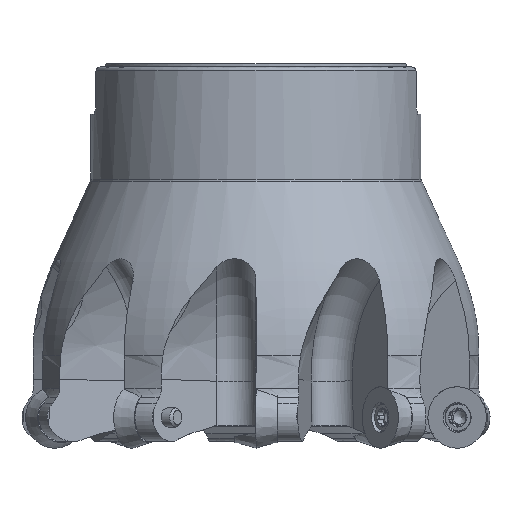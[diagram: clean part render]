
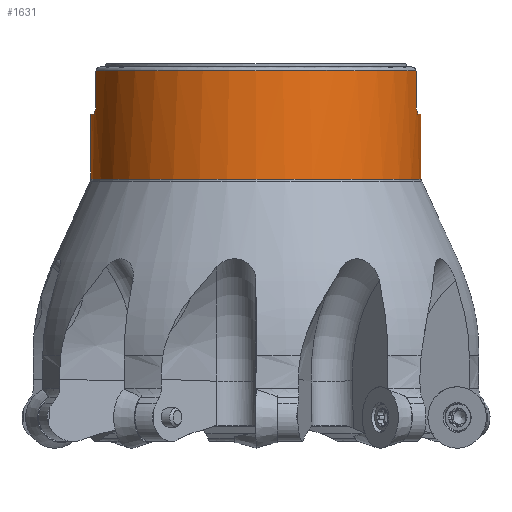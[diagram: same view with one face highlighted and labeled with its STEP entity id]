
A CAD part, left-side view. The second image highlights one B-rep face of the part: STEP entity #1631.
In plain terms, the highlighted cylindrical face has radius 21.5 mm (diameter 43 mm), a full revolution.
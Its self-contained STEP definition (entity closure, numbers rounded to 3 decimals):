
#293=CYLINDRICAL_SURFACE('',#12098,21.5);
#1292=CIRCLE('',#12084,21.5);
#1293=CIRCLE('',#12087,21.5);
#1294=CIRCLE('',#12090,21.5);
#1295=CIRCLE('',#12093,21.5);
#1296=CIRCLE('',#12096,21.5);
#1631=ADVANCED_FACE('CN_SU1',(#2467,#2468),#293,.T.);
#2467=FACE_BOUND('',#2765,.T.);
#2468=FACE_BOUND('',#2766,.T.);
#2765=EDGE_LOOP('',(#5583,#5584,#5585,#5586,#5587,#5588,#5589,#5590,#5591,
#5592,#5593,#5594,#5595,#5596,#5597,#5598));
#2766=EDGE_LOOP('',(#5599));
#3401=ELLIPSE('',#12086,30.406,21.5);
#3402=ELLIPSE('',#12088,30.406,21.5);
#3403=ELLIPSE('',#12089,30.406,21.5);
#3404=ELLIPSE('',#12091,30.406,21.5);
#3405=ELLIPSE('',#12092,30.406,21.5);
#3406=ELLIPSE('',#12094,30.406,21.5);
#3407=ELLIPSE('',#12095,30.406,21.5);
#3408=ELLIPSE('',#12097,30.406,21.5);
#3789=LINE('',#18843,#4277);
#3790=LINE('',#18851,#4278);
#3791=LINE('',#18859,#4279);
#3792=LINE('',#18867,#4280);
#4277=VECTOR('',#13766,1.);
#4278=VECTOR('',#13773,1.);
#4279=VECTOR('',#13780,1.);
#4280=VECTOR('',#13787,1.);
#5583=ORIENTED_EDGE('',*,*,#9858,.T.);
#5584=ORIENTED_EDGE('',*,*,#9859,.T.);
#5585=ORIENTED_EDGE('',*,*,#9860,.T.);
#5586=ORIENTED_EDGE('',*,*,#9861,.F.);
#5587=ORIENTED_EDGE('',*,*,#9862,.F.);
#5588=ORIENTED_EDGE('',*,*,#9863,.T.);
#5589=ORIENTED_EDGE('',*,*,#9864,.F.);
#5590=ORIENTED_EDGE('',*,*,#9865,.F.);
#5591=ORIENTED_EDGE('',*,*,#9866,.T.);
#5592=ORIENTED_EDGE('',*,*,#9867,.T.);
#5593=ORIENTED_EDGE('',*,*,#9868,.T.);
#5594=ORIENTED_EDGE('',*,*,#9869,.F.);
#5595=ORIENTED_EDGE('',*,*,#9870,.F.);
#5596=ORIENTED_EDGE('',*,*,#9871,.T.);
#5597=ORIENTED_EDGE('',*,*,#9872,.F.);
#5598=ORIENTED_EDGE('',*,*,#9873,.F.);
#5599=ORIENTED_EDGE('',*,*,#9857,.T.);
#8595=VERTEX_POINT('',#18834);
#8596=VERTEX_POINT('',#18837);
#8597=VERTEX_POINT('',#18838);
#8598=VERTEX_POINT('',#18840);
#8599=VERTEX_POINT('',#18842);
#8600=VERTEX_POINT('',#18844);
#8601=VERTEX_POINT('',#18846);
#8602=VERTEX_POINT('',#18848);
#8603=VERTEX_POINT('',#18850);
#8604=VERTEX_POINT('',#18852);
#8605=VERTEX_POINT('',#18854);
#8606=VERTEX_POINT('',#18856);
#8607=VERTEX_POINT('',#18858);
#8608=VERTEX_POINT('',#18860);
#8609=VERTEX_POINT('',#18862);
#8610=VERTEX_POINT('',#18864);
#8611=VERTEX_POINT('',#18866);
#9857=EDGE_CURVE('',#8595,#8595,#1292,.T.);
#9858=EDGE_CURVE('',#8596,#8597,#3401,.T.);
#9859=EDGE_CURVE('',#8597,#8598,#1293,.T.);
#9860=EDGE_CURVE('',#8598,#8599,#3402,.T.);
#9861=EDGE_CURVE('',#8600,#8599,#3789,.T.);
#9862=EDGE_CURVE('',#8601,#8600,#3403,.T.);
#9863=EDGE_CURVE('',#8601,#8602,#1294,.T.);
#9864=EDGE_CURVE('',#8603,#8602,#3404,.T.);
#9865=EDGE_CURVE('',#8604,#8603,#3790,.T.);
#9866=EDGE_CURVE('',#8604,#8605,#3405,.T.);
#9867=EDGE_CURVE('',#8605,#8606,#1295,.T.);
#9868=EDGE_CURVE('',#8606,#8607,#3406,.T.);
#9869=EDGE_CURVE('',#8608,#8607,#3791,.T.);
#9870=EDGE_CURVE('',#8609,#8608,#3407,.T.);
#9871=EDGE_CURVE('',#8609,#8610,#1296,.T.);
#9872=EDGE_CURVE('',#8611,#8610,#3408,.T.);
#9873=EDGE_CURVE('',#8596,#8611,#3792,.T.);
#12084=AXIS2_PLACEMENT_3D('',#18833,#13756,#13757);
#12086=AXIS2_PLACEMENT_3D('',#18836,#13760,#13761);
#12087=AXIS2_PLACEMENT_3D('',#18839,#13762,#13763);
#12088=AXIS2_PLACEMENT_3D('',#18841,#13764,#13765);
#12089=AXIS2_PLACEMENT_3D('',#18845,#13767,#13768);
#12090=AXIS2_PLACEMENT_3D('',#18847,#13769,#13770);
#12091=AXIS2_PLACEMENT_3D('',#18849,#13771,#13772);
#12092=AXIS2_PLACEMENT_3D('',#18853,#13774,#13775);
#12093=AXIS2_PLACEMENT_3D('',#18855,#13776,#13777);
#12094=AXIS2_PLACEMENT_3D('',#18857,#13778,#13779);
#12095=AXIS2_PLACEMENT_3D('',#18861,#13781,#13782);
#12096=AXIS2_PLACEMENT_3D('',#18863,#13783,#13784);
#12097=AXIS2_PLACEMENT_3D('',#18865,#13785,#13786);
#12098=AXIS2_PLACEMENT_3D('',#18868,#13788,#13789);
#13756=DIRECTION('',(0.,0.,1.));
#13757=DIRECTION('',(0.,1.,0.));
#13760=DIRECTION('',(-0.707,0.,-0.707));
#13761=DIRECTION('',(-0.707,0.,0.707));
#13762=DIRECTION('',(0.,0.,-1.));
#13763=DIRECTION('',(0.,-1.,0.));
#13764=DIRECTION('',(-0.707,0.,-0.707));
#13765=DIRECTION('',(-0.707,0.,0.707));
#13766=DIRECTION('',(0.,0.,1.));
#13767=DIRECTION('',(0.707,0.,0.707));
#13768=DIRECTION('',(-0.707,0.,0.707));
#13769=DIRECTION('',(0.,0.,-1.));
#13770=DIRECTION('',(0.,1.,0.));
#13771=DIRECTION('',(-0.707,0.,0.707));
#13772=DIRECTION('',(0.707,0.,0.707));
#13773=DIRECTION('',(0.,0.,-1.));
#13774=DIRECTION('',(0.707,0.,-0.707));
#13775=DIRECTION('',(0.707,0.,0.707));
#13776=DIRECTION('',(0.,0.,-1.));
#13777=DIRECTION('',(0.,-1.,0.));
#13778=DIRECTION('',(0.707,0.,-0.707));
#13779=DIRECTION('',(0.707,0.,0.707));
#13780=DIRECTION('',(0.,0.,1.));
#13781=DIRECTION('',(-0.707,0.,0.707));
#13782=DIRECTION('',(0.707,0.,0.707));
#13783=DIRECTION('',(0.,0.,-1.));
#13784=DIRECTION('',(0.,1.,0.));
#13785=DIRECTION('',(0.707,0.,0.707));
#13786=DIRECTION('',(-0.707,0.,0.707));
#13787=DIRECTION('',(0.,0.,-1.));
#13788=DIRECTION('',(0.,0.,1.));
#13789=DIRECTION('',(0.,1.,0.));
#18833=CARTESIAN_POINT('',(0.,0.,-15.));
#18834=CARTESIAN_POINT('',(0.,21.5,-15.));
#18836=CARTESIAN_POINT('',(0.,0.,-6.327));
#18837=CARTESIAN_POINT('',(-5.228,-20.855,-1.1));
#18838=CARTESIAN_POINT('',(-5.427,-20.804,-0.9));
#18839=CARTESIAN_POINT('',(0.,0.,-0.9));
#18840=CARTESIAN_POINT('',(-5.428,20.804,-0.9));
#18841=CARTESIAN_POINT('',(0.,0.,-6.327));
#18842=CARTESIAN_POINT('',(-5.228,20.855,-1.1));
#18843=CARTESIAN_POINT('',(-5.228,20.855,1.));
#18844=CARTESIAN_POINT('',(-5.228,20.855,-5.75));
#18845=CARTESIAN_POINT('',(0.,0.,-10.978));
#18846=CARTESIAN_POINT('',(-4.428,21.039,-6.55));
#18847=CARTESIAN_POINT('',(0.,0.,-6.55));
#18848=CARTESIAN_POINT('',(4.428,21.039,-6.55));
#18849=CARTESIAN_POINT('',(0.,0.,-10.978));
#18850=CARTESIAN_POINT('',(5.228,20.855,-5.75));
#18851=CARTESIAN_POINT('',(5.228,20.855,1.));
#18852=CARTESIAN_POINT('',(5.228,20.855,-1.1));
#18853=CARTESIAN_POINT('',(0.,0.,-6.327));
#18854=CARTESIAN_POINT('',(5.428,20.804,-0.9));
#18855=CARTESIAN_POINT('',(0.,0.,-0.9));
#18856=CARTESIAN_POINT('',(5.427,-20.804,-0.9));
#18857=CARTESIAN_POINT('',(0.,0.,-6.327));
#18858=CARTESIAN_POINT('',(5.228,-20.855,-1.1));
#18859=CARTESIAN_POINT('',(5.228,-20.855,1.));
#18860=CARTESIAN_POINT('',(5.228,-20.855,-5.75));
#18861=CARTESIAN_POINT('',(0.,0.,-10.978));
#18862=CARTESIAN_POINT('',(4.428,-21.039,-6.55));
#18863=CARTESIAN_POINT('',(0.,0.,-6.55));
#18864=CARTESIAN_POINT('',(-4.428,-21.039,-6.55));
#18865=CARTESIAN_POINT('',(0.,0.,-10.978));
#18866=CARTESIAN_POINT('',(-5.228,-20.855,-5.75));
#18867=CARTESIAN_POINT('',(-5.228,-20.855,1.));
#18868=CARTESIAN_POINT('',(0.,0.,1.));
